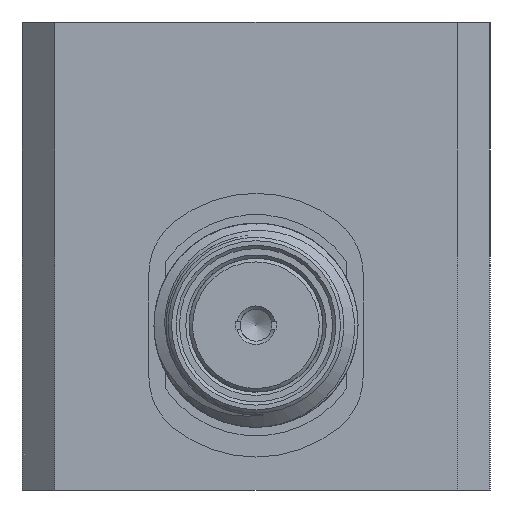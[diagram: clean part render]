
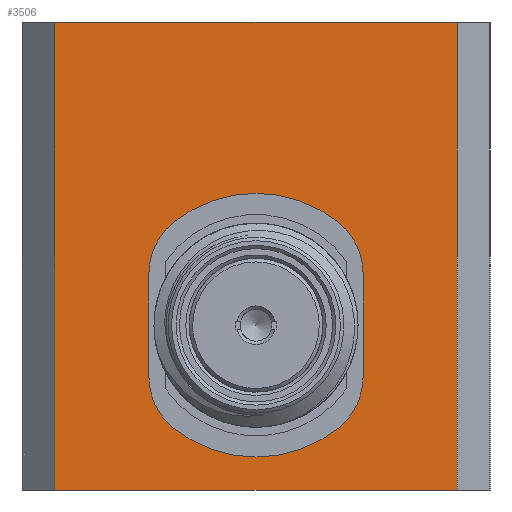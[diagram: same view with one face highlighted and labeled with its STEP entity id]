
A CAD part, left-side view. The second image highlights one B-rep face of the part: STEP entity #3506.
In plain terms, the highlighted planar face has unit normal (-1, 0, 0).
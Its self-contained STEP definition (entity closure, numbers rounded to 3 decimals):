
#3506=ADVANCED_FACE('',(#10500,#10502),#10504,.F.);
#10500=FACE_BOUND('',#10501,.T.);
#10501=EDGE_LOOP('',(#16302,#16303,#16304,#16305));
#10502=FACE_BOUND('',#10503,.T.);
#10503=EDGE_LOOP('',(#16306,#16307,#16308,#16309,#16310,#16311,#16312,#16313));
#10504=PLANE('',#10505);
#10505=AXIS2_PLACEMENT_3D('',#10506,#10507,#10508);
#10506=CARTESIAN_POINT('',(-19.7,-7.1,14.2));
#10507=DIRECTION('',(1.,0.,0.));
#10508=DIRECTION('',(0.,0.,-1.));
#16302=ORIENTED_EDGE('',*,*,#17920,.F.);
#16303=ORIENTED_EDGE('',*,*,#17921,.T.);
#16304=ORIENTED_EDGE('',*,*,#17922,.T.);
#16305=ORIENTED_EDGE('',*,*,#17923,.T.);
#16306=ORIENTED_EDGE('',*,*,#17924,.F.);
#16307=ORIENTED_EDGE('',*,*,#16939,.F.);
#16308=ORIENTED_EDGE('',*,*,#17925,.F.);
#16309=ORIENTED_EDGE('',*,*,#17926,.F.);
#16310=ORIENTED_EDGE('',*,*,#17927,.F.);
#16311=ORIENTED_EDGE('',*,*,#17928,.F.);
#16312=ORIENTED_EDGE('',*,*,#17929,.F.);
#16313=ORIENTED_EDGE('',*,*,#17930,.F.);
#16939=EDGE_CURVE('',#18298,#18300,#18301,.T.);
#17920=EDGE_CURVE('',#19949,#19950,#19951,.T.);
#17921=EDGE_CURVE('',#19949,#19952,#19953,.T.);
#17922=EDGE_CURVE('',#19952,#19954,#19955,.T.);
#17923=EDGE_CURVE('',#19954,#19950,#19956,.T.);
#17924=EDGE_CURVE('',#18300,#19957,#19958,.T.);
#17925=EDGE_CURVE('',#19959,#18298,#19960,.T.);
#17926=EDGE_CURVE('',#19961,#19959,#19962,.T.);
#17927=EDGE_CURVE('',#19963,#19961,#19964,.T.);
#17928=EDGE_CURVE('',#19965,#19963,#19966,.T.);
#17929=EDGE_CURVE('',#19967,#19965,#19968,.T.);
#17930=EDGE_CURVE('',#19957,#19967,#19969,.T.);
#18298=VERTEX_POINT('',#22207);
#18300=VERTEX_POINT('',#22211);
#18301=CIRCLE('',#22212,4.);
#19949=VERTEX_POINT('',#38251);
#19950=VERTEX_POINT('',#38252);
#19951=LINE('',#38253,#38254);
#19952=VERTEX_POINT('',#38256);
#19953=LINE('',#38257,#38258);
#19954=VERTEX_POINT('',#38260);
#19955=LINE('',#38261,#38262);
#19956=LINE('',#38264,#38265);
#19957=VERTEX_POINT('',#38267);
#19958=CIRCLE('',#38268,2.);
#19959=VERTEX_POINT('',#38272);
#19960=CIRCLE('',#38273,2.);
#19961=VERTEX_POINT('',#38277);
#19962=LINE('',#38278,#38279);
#19963=VERTEX_POINT('',#38281);
#19964=CIRCLE('',#38282,2.);
#19965=VERTEX_POINT('',#38286);
#19966=CIRCLE('',#38287,4.);
#19967=VERTEX_POINT('',#38291);
#19968=CIRCLE('',#38292,2.);
#19969=LINE('',#38296,#38297);
#22207=CARTESIAN_POINT('',(-19.7,-2.5,8.122));
#22211=CARTESIAN_POINT('',(-19.7,2.5,8.122));
#22212=AXIS2_PLACEMENT_3D('',#22213,#22214,#22215);
#22213=CARTESIAN_POINT('',(-19.7,0.,5.));
#22214=DIRECTION('',(-1.,0.,-0.));
#22215=DIRECTION('',(0.,-0.625,0.781));
#38251=CARTESIAN_POINT('',(-19.7,6.1,14.2));
#38252=CARTESIAN_POINT('',(-19.7,-6.1,14.2));
#38253=CARTESIAN_POINT('',(-19.7,6.1,14.2));
#38254=VECTOR('',#38255,1.);
#38255=DIRECTION('',(0.,-1.,0.));
#38256=CARTESIAN_POINT('',(-19.7,6.1,0.));
#38257=CARTESIAN_POINT('',(-19.7,6.1,14.2));
#38258=VECTOR('',#38259,1.);
#38259=DIRECTION('',(0.,0.,-1.));
#38260=CARTESIAN_POINT('',(-19.7,-6.1,0.));
#38261=CARTESIAN_POINT('',(-19.7,6.1,0.));
#38262=VECTOR('',#38263,1.);
#38263=DIRECTION('',(0.,-1.,0.));
#38264=CARTESIAN_POINT('',(-19.7,-6.1,0.));
#38265=VECTOR('',#38266,1.);
#38266=DIRECTION('',(0.,0.,1.));
#38267=CARTESIAN_POINT('',(-19.7,3.25,6.561));
#38268=AXIS2_PLACEMENT_3D('',#38269,#38270,#38271);
#38269=CARTESIAN_POINT('',(-19.7,1.25,6.561));
#38270=DIRECTION('',(-1.,0.,-0.));
#38271=DIRECTION('',(0.,0.625,0.781));
#38272=CARTESIAN_POINT('',(-19.7,-3.25,6.561));
#38273=AXIS2_PLACEMENT_3D('',#38274,#38275,#38276);
#38274=CARTESIAN_POINT('',(-19.7,-1.25,6.561));
#38275=DIRECTION('',(-1.,-0.,0.));
#38276=DIRECTION('',(0.,-1.,0.));
#38277=CARTESIAN_POINT('',(-19.7,-3.25,3.439));
#38278=CARTESIAN_POINT('',(-19.7,-3.25,3.439));
#38279=VECTOR('',#38280,1.);
#38280=DIRECTION('',(0.,0.,1.));
#38281=CARTESIAN_POINT('',(-19.7,-2.5,1.878));
#38282=AXIS2_PLACEMENT_3D('',#38283,#38284,#38285);
#38283=CARTESIAN_POINT('',(-19.7,-1.25,3.439));
#38284=DIRECTION('',(-1.,-0.,0.));
#38285=DIRECTION('',(0.,-0.625,-0.781));
#38286=CARTESIAN_POINT('',(-19.7,2.5,1.878));
#38287=AXIS2_PLACEMENT_3D('',#38288,#38289,#38290);
#38288=CARTESIAN_POINT('',(-19.7,0.,5.));
#38289=DIRECTION('',(-1.,0.,-0.));
#38290=DIRECTION('',(0.,0.625,-0.781));
#38291=CARTESIAN_POINT('',(-19.7,3.25,3.439));
#38292=AXIS2_PLACEMENT_3D('',#38293,#38294,#38295);
#38293=CARTESIAN_POINT('',(-19.7,1.25,3.439));
#38294=DIRECTION('',(-1.,0.,0.));
#38295=DIRECTION('',(0.,1.,0.));
#38296=CARTESIAN_POINT('',(-19.7,3.25,6.561));
#38297=VECTOR('',#38298,1.);
#38298=DIRECTION('',(0.,0.,-1.));
